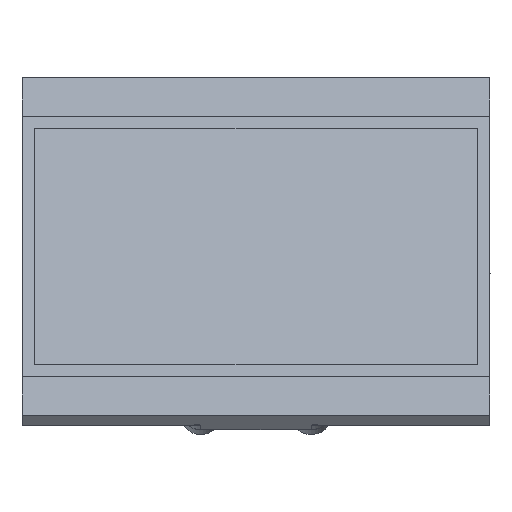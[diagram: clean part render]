
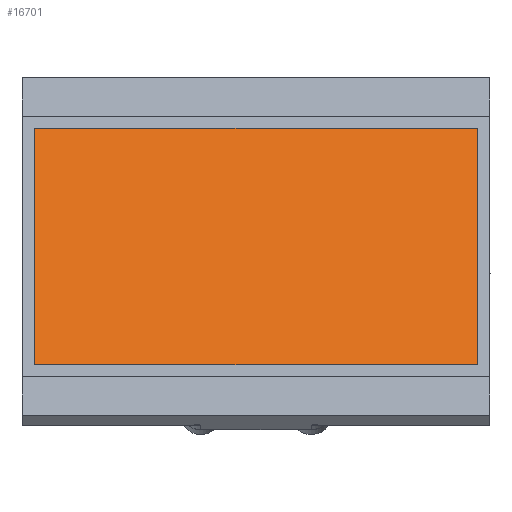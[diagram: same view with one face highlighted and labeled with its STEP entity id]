
A CAD part, top view. The second image highlights one B-rep face of the part: STEP entity #16701.
In plain terms, the highlighted face is planar.
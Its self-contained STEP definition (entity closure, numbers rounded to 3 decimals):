
#1273=FACE_OUTER_BOUND('',#2201,.T.);
#2201=EDGE_LOOP('',(#11260,#11261,#11262,#11263));
#3227=LINE('',#24396,#5074);
#3228=LINE('',#24398,#5075);
#3229=LINE('',#24400,#5076);
#3230=LINE('',#24401,#5077);
#5074=VECTOR('',#19489,10.);
#5075=VECTOR('',#19490,10.);
#5076=VECTOR('',#19491,10.);
#5077=VECTOR('',#19492,10.);
#6901=VERTEX_POINT('',#24394);
#6902=VERTEX_POINT('',#24395);
#6903=VERTEX_POINT('',#24397);
#6904=VERTEX_POINT('',#24399);
#8586=EDGE_CURVE('',#6901,#6902,#3227,.T.);
#8587=EDGE_CURVE('',#6903,#6901,#3228,.T.);
#8588=EDGE_CURVE('',#6904,#6903,#3229,.T.);
#8589=EDGE_CURVE('',#6902,#6904,#3230,.T.);
#11260=ORIENTED_EDGE('',*,*,#8586,.F.);
#11261=ORIENTED_EDGE('',*,*,#8587,.F.);
#11262=ORIENTED_EDGE('',*,*,#8588,.F.);
#11263=ORIENTED_EDGE('',*,*,#8589,.F.);
#16105=PLANE('',#17749);
#16701=ADVANCED_FACE('',(#1273),#16105,.T.);
#17749=AXIS2_PLACEMENT_3D('',#24393,#19487,#19488);
#19487=DIRECTION('center_axis',(0.,0.,1.));
#19488=DIRECTION('ref_axis',(1.,0.,0.));
#19489=DIRECTION('',(-1.,0.,0.));
#19490=DIRECTION('',(0.,-1.,0.));
#19491=DIRECTION('',(1.,0.,0.));
#19492=DIRECTION('',(0.,1.,0.));
#24393=CARTESIAN_POINT('Origin',(0.025,0.025,
0.99));
#24394=CARTESIAN_POINT('',(80.05,-45.5,0.99));
#24395=CARTESIAN_POINT('',(-80.,-45.5,0.99));
#24396=CARTESIAN_POINT('',(-39.988,-45.5,0.99));
#24397=CARTESIAN_POINT('',(80.05,45.55,0.99));
#24398=CARTESIAN_POINT('',(80.05,-22.738,0.99));
#24399=CARTESIAN_POINT('',(-80.,45.55,0.99));
#24400=CARTESIAN_POINT('',(40.037,45.55,0.99));
#24401=CARTESIAN_POINT('',(-80.,22.787,0.99));
